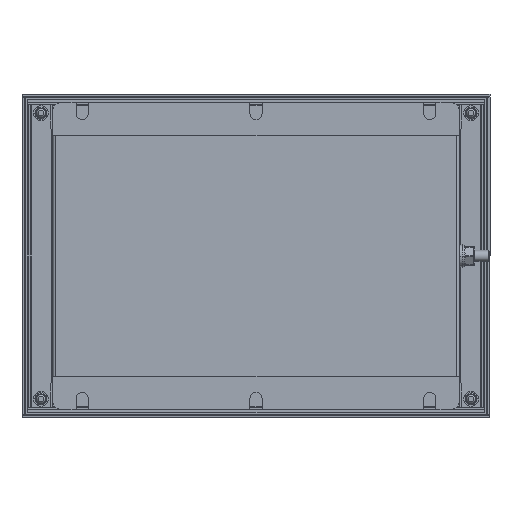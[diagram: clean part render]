
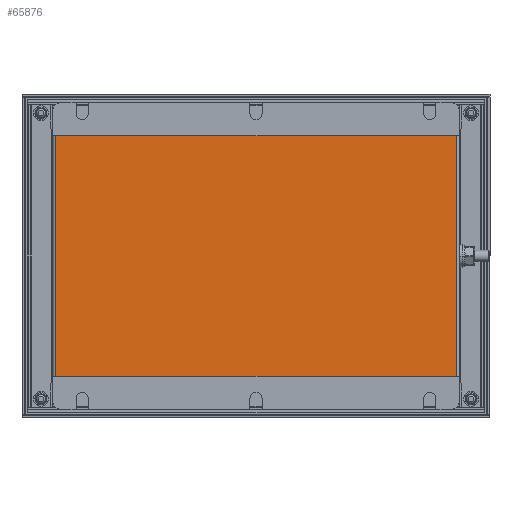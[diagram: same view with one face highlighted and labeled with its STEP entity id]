
A CAD part, front view. The second image highlights one B-rep face of the part: STEP entity #65876.
In plain terms, the highlighted planar face has unit normal (0, -1, 0).
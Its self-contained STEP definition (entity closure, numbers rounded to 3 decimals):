
#2487 = LINE ( 'NONE', #19574, #29004 ) ;
#2805 = CARTESIAN_POINT ( 'NONE',  ( -108.5, 0., -68.5 ) ) ;
#3139 = DIRECTION ( 'NONE',  ( 1., 0., 0. ) ) ;
#3150 = LINE ( 'NONE', #49194, #10024 ) ;
#4246 = ORIENTED_EDGE ( 'NONE', *, *, #25467, .T. ) ;
#10024 = VECTOR ( 'NONE', #43993, 1000. ) ;
#10552 = DIRECTION ( 'NONE',  ( 0., 0., -1. ) ) ;
#11917 = VERTEX_POINT ( 'NONE', #60834 ) ;
#12905 = EDGE_CURVE ( 'NONE', #29385, #15383, #55666, .T. ) ;
#14017 = LINE ( 'NONE', #25300, #67600 ) ;
#14460 = EDGE_CURVE ( 'NONE', #63207, #43370, #63840, .T. ) ;
#15383 = VERTEX_POINT ( 'NONE', #49014 ) ;
#16638 = EDGE_CURVE ( 'NONE', #63207, #11917, #2487, .T. ) ;
#17473 = FACE_OUTER_BOUND ( 'NONE', #45983, .T. ) ;
#18167 = DIRECTION ( 'NONE',  ( 0., 1., 0. ) ) ;
#18375 = VECTOR ( 'NONE', #23099, 1000. ) ;
#19297 = EDGE_CURVE ( 'NONE', #11917, #43238, #64755, .T. ) ;
#19574 = CARTESIAN_POINT ( 'NONE',  ( -110., 0., 68.5 ) ) ;
#20003 = CARTESIAN_POINT ( 'NONE',  ( 108.4, 0., 68.5 ) ) ;
#21411 = DIRECTION ( 'NONE',  ( 0., 0., 1. ) ) ;
#22316 = ORIENTED_EDGE ( 'NONE', *, *, #46565, .T. ) ;
#23099 = DIRECTION ( 'NONE',  ( 1., 0., 0. ) ) ;
#25300 = CARTESIAN_POINT ( 'NONE',  ( -110., 0., -68.5 ) ) ;
#25423 = VECTOR ( 'NONE', #10552, 1000. ) ;
#25467 = EDGE_CURVE ( 'NONE', #15383, #57588, #3150, .T. ) ;
#27197 = VECTOR ( 'NONE', #50585, 1000. ) ;
#28238 = CARTESIAN_POINT ( 'NONE',  ( -110., 0., 68.5 ) ) ;
#29004 = VECTOR ( 'NONE', #50235, 1000. ) ;
#29385 = VERTEX_POINT ( 'NONE', #44437 ) ;
#31257 = EDGE_CURVE ( 'NONE', #43238, #57984, #60890, .T. ) ;
#32247 = ORIENTED_EDGE ( 'NONE', *, *, #31257, .F. ) ;
#32387 = CARTESIAN_POINT ( 'NONE',  ( 108.5, 0., 68.5 ) ) ;
#33625 = VECTOR ( 'NONE', #21411, 1000. ) ;
#37544 = AXIS2_PLACEMENT_3D ( 'NONE', #38495, #18167, #54645 ) ;
#38495 = CARTESIAN_POINT ( 'NONE',  ( -110., 0., 70. ) ) ;
#41852 = ORIENTED_EDGE ( 'NONE', *, *, #14460, .T. ) ;
#42749 = LINE ( 'NONE', #48628, #33625 ) ;
#43238 = VERTEX_POINT ( 'NONE', #20003 ) ;
#43370 = VERTEX_POINT ( 'NONE', #2805 ) ;
#43983 = CARTESIAN_POINT ( 'NONE',  ( -110., 0., -68.5 ) ) ;
#43993 = DIRECTION ( 'NONE',  ( 1., 0., 0. ) ) ;
#44437 = CARTESIAN_POINT ( 'NONE',  ( -108.4, 0., -68.5 ) ) ;
#45983 = EDGE_LOOP ( 'NONE', ( #41852, #46514, #49086, #4246, #22316, #32247, #48326, #67640 ) ) ;
#46514 = ORIENTED_EDGE ( 'NONE', *, *, #50694, .T. ) ;
#46565 = EDGE_CURVE ( 'NONE', #57588, #57984, #42749, .T. ) ;
#48326 = ORIENTED_EDGE ( 'NONE', *, *, #19297, .F. ) ;
#48628 = CARTESIAN_POINT ( 'NONE',  ( 108.5, 0., -68.5 ) ) ;
#49014 = CARTESIAN_POINT ( 'NONE',  ( 108.4, 0., -68.5 ) ) ;
#49086 = ORIENTED_EDGE ( 'NONE', *, *, #12905, .T. ) ;
#49194 = CARTESIAN_POINT ( 'NONE',  ( 0., 0., -68.5 ) ) ;
#49580 = CARTESIAN_POINT ( 'NONE',  ( -110., 0., 68.5 ) ) ;
#50235 = DIRECTION ( 'NONE',  ( 1., 0., 0. ) ) ;
#50585 = DIRECTION ( 'NONE',  ( 1., 0., 0. ) ) ;
#50694 = EDGE_CURVE ( 'NONE', #43370, #29385, #14017, .T. ) ;
#51642 = VECTOR ( 'NONE', #3139, 1000. ) ;
#54645 = DIRECTION ( 'NONE',  ( -1., 0., 0. ) ) ;
#55666 = LINE ( 'NONE', #43983, #51642 ) ;
#55967 = DIRECTION ( 'NONE',  ( 1., 0., 0. ) ) ;
#57588 = VERTEX_POINT ( 'NONE', #66288 ) ;
#57984 = VERTEX_POINT ( 'NONE', #32387 ) ;
#58527 = CARTESIAN_POINT ( 'NONE',  ( -108.5, 0., 68.5 ) ) ;
#58646 = CARTESIAN_POINT ( 'NONE',  ( -108.5, 0., 68.5 ) ) ;
#60148 = PLANE ( 'NONE',  #37544 ) ;
#60834 = CARTESIAN_POINT ( 'NONE',  ( -108.4, 0., 68.5 ) ) ;
#60890 = LINE ( 'NONE', #49580, #27197 ) ;
#63207 = VERTEX_POINT ( 'NONE', #58527 ) ;
#63840 = LINE ( 'NONE', #58646, #25423 ) ;
#64755 = LINE ( 'NONE', #28238, #18375 ) ;
#65876 = ADVANCED_FACE ( 'NONE', ( #17473 ), #60148, .F. ) ;
#66288 = CARTESIAN_POINT ( 'NONE',  ( 108.5, 0., -68.5 ) ) ;
#67600 = VECTOR ( 'NONE', #55967, 1000. ) ;
#67640 = ORIENTED_EDGE ( 'NONE', *, *, #16638, .F. ) ;
